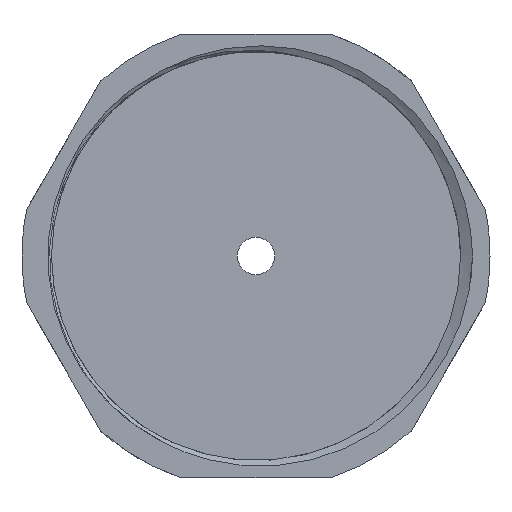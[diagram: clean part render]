
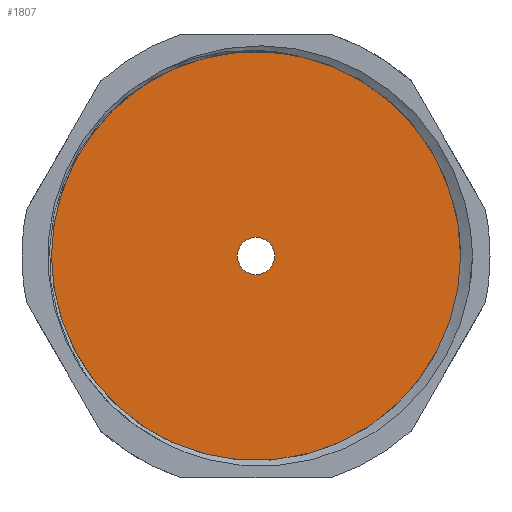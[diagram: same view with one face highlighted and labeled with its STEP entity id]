
A CAD part, front view. The second image highlights one B-rep face of the part: STEP entity #1807.
In plain terms, the highlighted planar face has unit normal (0, -1, 0).
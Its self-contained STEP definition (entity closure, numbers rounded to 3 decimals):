
#656=CARTESIAN_POINT('',(0.,8.,0.));
#657=DIRECTION('',(0.,1.,0.));
#658=DIRECTION('',(-1.,0.,0.));
#659=AXIS2_PLACEMENT_3D('',#656,#657,#658);
#661=CARTESIAN_POINT('',(0.,8.,0.));
#662=DIRECTION('',(0.,1.,0.));
#663=DIRECTION('',(1.,0.,0.));
#664=AXIS2_PLACEMENT_3D('',#661,#662,#663);
#666=CARTESIAN_POINT('',(0.,8.,0.));
#667=DIRECTION('',(0.,-1.,0.));
#668=DIRECTION('',(0.,0.,1.));
#669=AXIS2_PLACEMENT_3D('',#666,#667,#668);
#671=CARTESIAN_POINT('',(0.,8.,0.));
#672=DIRECTION('',(0.,-1.,0.));
#673=DIRECTION('',(0.,0.,-1.));
#674=AXIS2_PLACEMENT_3D('',#671,#672,#673);
#971=CARTESIAN_POINT('',(29.,8.,0.));
#972=VERTEX_POINT('',#971);
#973=CARTESIAN_POINT('',(-29.,8.,0.));
#974=VERTEX_POINT('',#973);
#975=CARTESIAN_POINT('',(0.,8.,2.5));
#976=CARTESIAN_POINT('',(0.,8.,-2.5));
#977=VERTEX_POINT('',#975);
#978=VERTEX_POINT('',#976);
#1792=CARTESIAN_POINT('',(0.,8.,0.));
#1793=DIRECTION('',(0.,-1.,0.));
#1794=DIRECTION('',(1.,0.,0.));
#1795=AXIS2_PLACEMENT_3D('',#1792,#1793,#1794);
#1796=PLANE('',#1795);
#1797=ORIENTED_EDGE('',*,*,#1757,.T.);
#1798=ORIENTED_EDGE('',*,*,#1785,.T.);
#1799=EDGE_LOOP('',(#1797,#1798));
#1800=FACE_OUTER_BOUND('',#1799,.F.);
#1802=ORIENTED_EDGE('',*,*,#1801,.T.);
#1804=ORIENTED_EDGE('',*,*,#1803,.T.);
#1805=EDGE_LOOP('',(#1802,#1804));
#1806=FACE_BOUND('',#1805,.F.);
#660=CIRCLE('',#659,29.);
#665=CIRCLE('',#664,29.);
#670=CIRCLE('',#669,2.5);
#675=CIRCLE('',#674,2.5);
#1757=EDGE_CURVE('',#974,#972,#660,.T.);
#1785=EDGE_CURVE('',#972,#974,#665,.T.);
#1801=EDGE_CURVE('',#977,#978,#670,.T.);
#1803=EDGE_CURVE('',#978,#977,#675,.T.);
#1807=ADVANCED_FACE('',(#1800,#1806),#1796,.T.);
